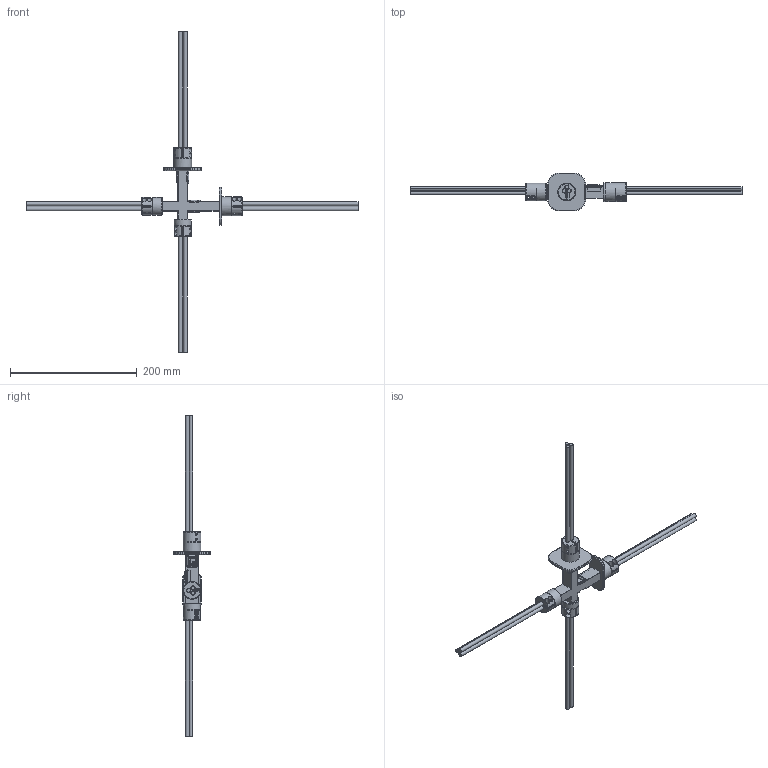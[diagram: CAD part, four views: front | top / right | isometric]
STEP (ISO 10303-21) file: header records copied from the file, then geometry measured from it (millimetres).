
FILE_DESCRIPTION(/* description */ (''),/* implementation_level */ '2;1');
FILE_NAME(/* name */ 'Manipulandum_simple v21.step',/* time_stamp */ '2021-01-18T19:29:27+01:00',/* author */ (''),/* organization */ (''),/* preprocessor_version */ 'ST-DEVELOPER v18.1',/* originating_system */ 'Autodesk Translation Framework v9.7.0.1280',/* authorisation */ '');
FILE_SCHEMA (('AUTOMOTIVE_DESIGN { 1 0 10303 214 3 1 1 }'));
Products named in the file (10): Manipulandum_simple; Body; Schalter_klein1; Schalter_klein2; Schalter_groß v7; Schalter_groß v7 (1); Schalter_klein3; Schalter_klein4; Cables; Screw Clamp
Assembly tree (9 placements, depth 2):
  Manipulandum_simple
    Body
    Schalter_klein1
    Schalter_klein2
    Schalter_groß v7
    Schalter_groß v7 (1)
    Schalter_klein3
    Schalter_klein4
    Cables
    Screw Clamp
Bounding box: 524.3 x 60 x 506.25 mm (x, y, z)
Volume: 187746.8 mm3; surface area: 102660.5 mm2
Topology: 20 solids, 21 shells, 1245 faces, 3187 edges, 1982 vertices
Faces by surface type: plane 511, cylinder 443, bspline 153, sphere 58, torus 52, cone 28
Full cylindrical faces by diameter (mm): 1.3 x24, 2 x13, 3.091 x13, 3.2 x8, 4 x22, 5.8 x10, 7 x9, 27 x1, 28 x2, 30 x1
Entity records: 48429 total; most frequent: CARTESIAN_POINT 18324, ORIENTED_EDGE 6358, DIRECTION 6002, EDGE_CURVE 3179, AXIS2_PLACEMENT_3D 2123, VERTEX_POINT 1982, LINE 1756, VECTOR 1756
